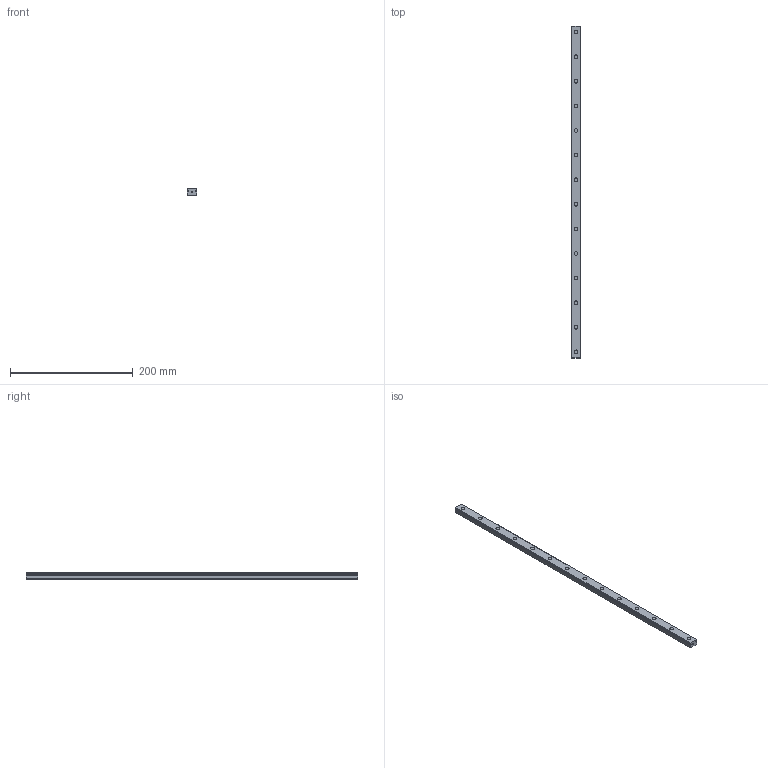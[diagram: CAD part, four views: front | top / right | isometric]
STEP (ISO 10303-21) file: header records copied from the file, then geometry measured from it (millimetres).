
FILE_DESCRIPTION(('STEP AP214'),'1');
FILE_NAME('cctmp_E15C8CCD-49D7-41FF-B518-CA79786D9ED3_2021_02_19_11_52_35_0642..stp','2021-02-19T10:52:35',('HIWIN GmbH'),('CADClick - www.CADClick.com'),'Spatial InterOp 3D',' ','unknown authorization');
FILE_SCHEMA(('AUTOMOTIVE_DESIGN'));
Length unit declared in the file: millimetre
Products named in the file (1): MGNR15R540CM_FILE
Bounding box: 15 x 540 x 10 mm (x, y, z)
Volume: 74939.7 mm3; surface area: 32260.4 mm2
Topology: 1 solids, 1 shells, 221 faces, 519 edges, 346 vertices
Faces by surface type: plane 121, cylinder 100
Entity records: 8185 total; most frequent: DIRECTION 1163, CARTESIAN_POINT 1087, ORIENTED_EDGE 1038, EDGE_CURVE 519, AXIS2_PLACEMENT_3D 422, VERTEX_POINT 346, LINE 319, VECTOR 319
